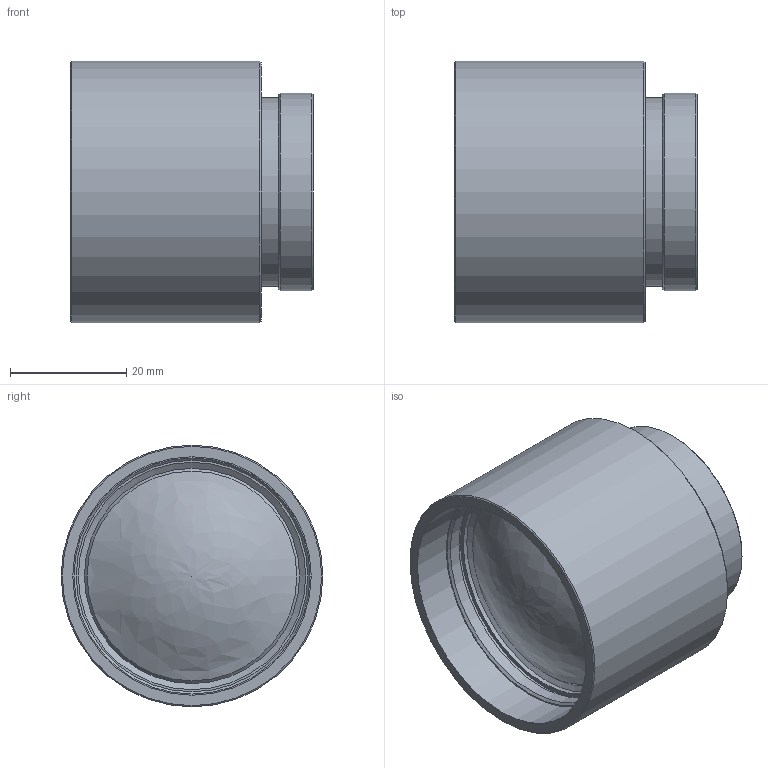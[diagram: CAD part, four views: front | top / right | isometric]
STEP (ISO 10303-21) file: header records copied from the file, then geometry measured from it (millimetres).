
FILE_DESCRIPTION (( 'STEP AP203' ), '1' );
FILE_NAME ('35mm.STEP', '2023-08-22T07:37:12', ( 'Windows User' ), ( 'P R C' ), 'SwSTEP 2.0', 'SolidWorks 2020', '' );
FILE_SCHEMA (( 'CONFIG_CONTROL_DESIGN' ));
Length unit declared in the file: millimetre
Products named in the file (1): 35mm
Bounding box: 41.75 x 45 x 45 mm (x, y, z)
Volume: 46993.2 mm3; surface area: 10678 mm2
Topology: 1 solids, 1 shells, 28 faces, 54 edges, 35 vertices
Faces by surface type: cone 9, cylinder 8, plane 8, bspline 3
Full cylindrical faces by diameter (mm): 18.5 x1, 32.414 x1, 37 x1, 39.1 x1, 39.8 x1, 40.5 x1, 41 x1, 45 x1
Entity records: 815 total; most frequent: CARTESIAN_POINT 282, DIRECTION 102, ORIENTED_EDGE 56, EDGE_LOOP 54, AXIS2_PLACEMENT_3D 51, FACE_OUTER_BOUND 37, ADVANCED_FACE 28, VERTEX_POINT 28
